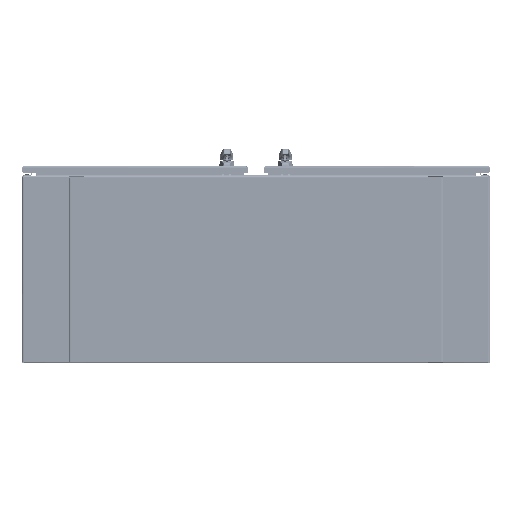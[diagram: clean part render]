
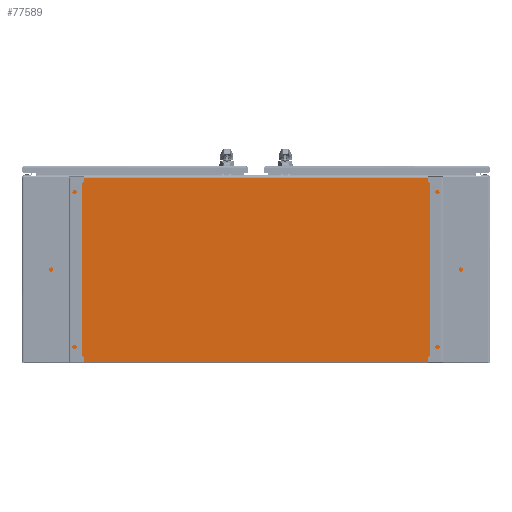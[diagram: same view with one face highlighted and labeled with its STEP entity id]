
A CAD part, front view. The second image highlights one B-rep face of the part: STEP entity #77589.
In plain terms, the highlighted planar face has unit normal (0, -1, 0).
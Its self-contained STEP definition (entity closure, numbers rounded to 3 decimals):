
#10190=PLANE('',#82206);
#11673=FACE_OUTER_BOUND('',#15224,.T.);
#15224=EDGE_LOOP('',(#57091,#57092,#57093,#57094));
#19114=LINE('',#110643,#24872);
#19126=LINE('',#110680,#24884);
#19129=LINE('',#110687,#24887);
#19138=LINE('',#110704,#24896);
#24872=VECTOR('',#90013,0.394);
#24884=VECTOR('',#90059,0.394);
#24887=VECTOR('',#90066,0.18);
#24896=VECTOR('',#90083,0.394);
#34532=VERTEX_POINT('',#110640);
#34533=VERTEX_POINT('',#110642);
#34541=VERTEX_POINT('',#110678);
#34543=VERTEX_POINT('',#110686);
#44732=EDGE_CURVE('',#34533,#34532,#19114,.T.);
#44751=EDGE_CURVE('',#34541,#34532,#19126,.T.);
#44754=EDGE_CURVE('',#34533,#34543,#19129,.T.);
#44763=EDGE_CURVE('',#34541,#34543,#19138,.T.);
#57091=ORIENTED_EDGE('',*,*,#44732,.T.);
#57092=ORIENTED_EDGE('',*,*,#44751,.F.);
#57093=ORIENTED_EDGE('',*,*,#44763,.T.);
#57094=ORIENTED_EDGE('',*,*,#44754,.F.);
#77589=ADVANCED_FACE('',(#11673),#10190,.F.);
#82206=AXIS2_PLACEMENT_3D('',#110718,#90099,#90100);
#90013=DIRECTION('',(-1.,0.,0.));
#90059=DIRECTION('',(0.,0.,1.));
#90066=DIRECTION('',(0.,0.,-1.));
#90083=DIRECTION('',(1.,0.,0.));
#90099=DIRECTION('center_axis',(0.,1.,0.));
#90100=DIRECTION('ref_axis',(1.,0.,0.));
#110640=CARTESIAN_POINT('',(-29.959,-37.062,23.88));
#110642=CARTESIAN_POINT('',(29.959,-37.062,23.88));
#110643=CARTESIAN_POINT('',(14.979,-37.062,23.88));
#110678=CARTESIAN_POINT('',(-29.959,-37.063,0.245));
#110680=CARTESIAN_POINT('',(-29.959,-37.063,0.245));
#110686=CARTESIAN_POINT('',(29.959,-37.063,0.245));
#110687=CARTESIAN_POINT('',(29.959,-37.063,-0.32));
#110704=CARTESIAN_POINT('',(0.,-37.063,0.245));
#110718=CARTESIAN_POINT('Origin',(0.,-37.063,
-36.855));
